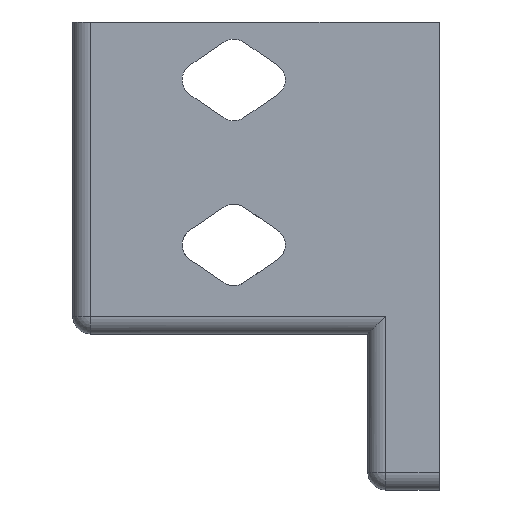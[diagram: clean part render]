
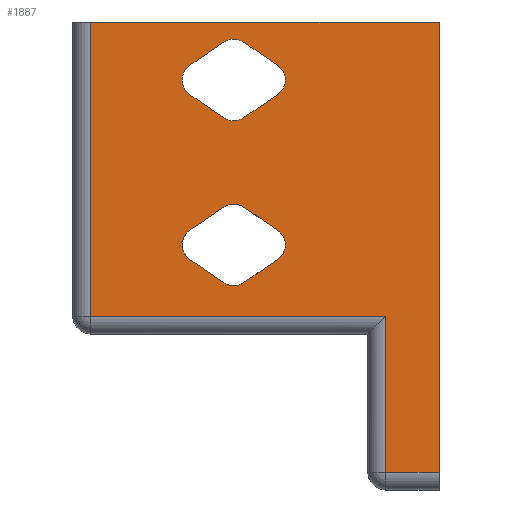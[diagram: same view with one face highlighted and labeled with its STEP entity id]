
A CAD part, front view. The second image highlights one B-rep face of the part: STEP entity #1887.
In plain terms, the highlighted planar face has unit normal (0, -1, 0).
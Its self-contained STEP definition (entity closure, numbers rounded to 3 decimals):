
#25=FACE_BOUND('',#632,.T.);
#26=FACE_BOUND('',#633,.T.);
#44=PLANE('',#2039);
#105=LINE('',#2813,#283);
#108=LINE('',#2820,#286);
#122=LINE('',#2862,#300);
#134=LINE('',#2927,#312);
#135=LINE('',#2929,#313);
#136=LINE('',#2930,#314);
#137=LINE('',#2933,#315);
#138=LINE('',#2937,#316);
#139=LINE('',#2941,#317);
#140=LINE('',#2945,#318);
#141=LINE('',#2949,#319);
#142=LINE('',#2953,#320);
#143=LINE('',#2957,#321);
#144=LINE('',#2961,#322);
#283=VECTOR('',#2219,10.);
#286=VECTOR('',#2226,10.);
#300=VECTOR('',#2266,10.);
#312=VECTOR('',#2322,10.);
#313=VECTOR('',#2323,10.);
#314=VECTOR('',#2324,10.);
#315=VECTOR('',#2325,10.);
#316=VECTOR('',#2328,10.);
#317=VECTOR('',#2331,10.);
#318=VECTOR('',#2334,10.);
#319=VECTOR('',#2337,10.);
#320=VECTOR('',#2340,10.);
#321=VECTOR('',#2343,10.);
#322=VECTOR('',#2346,10.);
#521=FACE_OUTER_BOUND('',#631,.T.);
#631=EDGE_LOOP('',(#1377,#1378,#1379,#1380,#1381,#1382));
#632=EDGE_LOOP('',(#1383,#1384,#1385,#1386,#1387,#1388,#1389,#1390));
#633=EDGE_LOOP('',(#1391,#1392,#1393,#1394,#1395,#1396,#1397,#1398));
#767=CIRCLE('',#2040,2.);
#768=CIRCLE('',#2041,2.);
#769=CIRCLE('',#2042,2.);
#770=CIRCLE('',#2043,2.);
#771=CIRCLE('',#2044,2.);
#772=CIRCLE('',#2045,2.);
#773=CIRCLE('',#2046,2.);
#774=CIRCLE('',#2047,2.);
#829=VERTEX_POINT('',#2806);
#831=VERTEX_POINT('',#2811);
#832=VERTEX_POINT('',#2816);
#848=VERTEX_POINT('',#2860);
#879=VERTEX_POINT('',#2926);
#880=VERTEX_POINT('',#2928);
#881=VERTEX_POINT('',#2931);
#882=VERTEX_POINT('',#2932);
#883=VERTEX_POINT('',#2934);
#884=VERTEX_POINT('',#2936);
#885=VERTEX_POINT('',#2938);
#886=VERTEX_POINT('',#2940);
#887=VERTEX_POINT('',#2942);
#888=VERTEX_POINT('',#2944);
#889=VERTEX_POINT('',#2947);
#890=VERTEX_POINT('',#2948);
#891=VERTEX_POINT('',#2950);
#892=VERTEX_POINT('',#2952);
#893=VERTEX_POINT('',#2954);
#894=VERTEX_POINT('',#2956);
#895=VERTEX_POINT('',#2958);
#896=VERTEX_POINT('',#2960);
#1019=EDGE_CURVE('',#831,#829,#105,.T.);
#1023=EDGE_CURVE('',#829,#832,#108,.T.);
#1044=EDGE_CURVE('',#848,#831,#122,.T.);
#1076=EDGE_CURVE('',#879,#848,#134,.T.);
#1077=EDGE_CURVE('',#880,#879,#135,.T.);
#1078=EDGE_CURVE('',#832,#880,#136,.T.);
#1079=EDGE_CURVE('',#881,#882,#137,.T.);
#1080=EDGE_CURVE('',#883,#882,#767,.T.);
#1081=EDGE_CURVE('',#883,#884,#138,.T.);
#1082=EDGE_CURVE('',#885,#884,#768,.T.);
#1083=EDGE_CURVE('',#885,#886,#139,.T.);
#1084=EDGE_CURVE('',#887,#886,#769,.T.);
#1085=EDGE_CURVE('',#887,#888,#140,.T.);
#1086=EDGE_CURVE('',#881,#888,#770,.T.);
#1087=EDGE_CURVE('',#889,#890,#141,.T.);
#1088=EDGE_CURVE('',#891,#890,#771,.T.);
#1089=EDGE_CURVE('',#891,#892,#142,.T.);
#1090=EDGE_CURVE('',#893,#892,#772,.T.);
#1091=EDGE_CURVE('',#893,#894,#143,.T.);
#1092=EDGE_CURVE('',#895,#894,#773,.T.);
#1093=EDGE_CURVE('',#895,#896,#144,.T.);
#1094=EDGE_CURVE('',#889,#896,#774,.T.);
#1377=ORIENTED_EDGE('',*,*,#1019,.F.);
#1378=ORIENTED_EDGE('',*,*,#1044,.F.);
#1379=ORIENTED_EDGE('',*,*,#1076,.F.);
#1380=ORIENTED_EDGE('',*,*,#1077,.F.);
#1381=ORIENTED_EDGE('',*,*,#1078,.F.);
#1382=ORIENTED_EDGE('',*,*,#1023,.F.);
#1383=ORIENTED_EDGE('',*,*,#1079,.T.);
#1384=ORIENTED_EDGE('',*,*,#1080,.F.);
#1385=ORIENTED_EDGE('',*,*,#1081,.T.);
#1386=ORIENTED_EDGE('',*,*,#1082,.F.);
#1387=ORIENTED_EDGE('',*,*,#1083,.T.);
#1388=ORIENTED_EDGE('',*,*,#1084,.F.);
#1389=ORIENTED_EDGE('',*,*,#1085,.T.);
#1390=ORIENTED_EDGE('',*,*,#1086,.F.);
#1391=ORIENTED_EDGE('',*,*,#1087,.T.);
#1392=ORIENTED_EDGE('',*,*,#1088,.F.);
#1393=ORIENTED_EDGE('',*,*,#1089,.T.);
#1394=ORIENTED_EDGE('',*,*,#1090,.F.);
#1395=ORIENTED_EDGE('',*,*,#1091,.T.);
#1396=ORIENTED_EDGE('',*,*,#1092,.F.);
#1397=ORIENTED_EDGE('',*,*,#1093,.T.);
#1398=ORIENTED_EDGE('',*,*,#1094,.F.);
#1887=ADVANCED_FACE('',(#521,#25,#26),#44,.T.);
#2039=AXIS2_PLACEMENT_3D('',#2925,#2320,#2321);
#2040=AXIS2_PLACEMENT_3D('',#2935,#2326,#2327);
#2041=AXIS2_PLACEMENT_3D('',#2939,#2329,#2330);
#2042=AXIS2_PLACEMENT_3D('',#2943,#2332,#2333);
#2043=AXIS2_PLACEMENT_3D('',#2946,#2335,#2336);
#2044=AXIS2_PLACEMENT_3D('',#2951,#2338,#2339);
#2045=AXIS2_PLACEMENT_3D('',#2955,#2341,#2342);
#2046=AXIS2_PLACEMENT_3D('',#2959,#2344,#2345);
#2047=AXIS2_PLACEMENT_3D('',#2962,#2347,#2348);
#2219=DIRECTION('',(-1.,0.,0.));
#2226=DIRECTION('',(0.,0.,1.));
#2266=DIRECTION('',(0.,0.,-1.));
#2320=DIRECTION('center_axis',(0.,-1.,0.));
#2321=DIRECTION('ref_axis',(0.,0.,-1.));
#2322=DIRECTION('',(1.,0.,0.));
#2323=DIRECTION('',(0.,0.,1.));
#2324=DIRECTION('',(-1.,0.,0.));
#2325=DIRECTION('',(0.827,0.,0.563));
#2326=DIRECTION('center_axis',(0.,-1.,0.));
#2327=DIRECTION('ref_axis',(0.,0.,1.));
#2328=DIRECTION('',(0.827,0.,-0.563));
#2329=DIRECTION('center_axis',(0.,-1.,0.));
#2330=DIRECTION('ref_axis',(1.,0.,0.));
#2331=DIRECTION('',(-0.827,0.,-0.563));
#2332=DIRECTION('center_axis',(0.,-1.,0.));
#2333=DIRECTION('ref_axis',(0.,0.,-1.));
#2334=DIRECTION('',(-0.827,0.,0.563));
#2335=DIRECTION('center_axis',(0.,-1.,0.));
#2336=DIRECTION('ref_axis',(-1.,0.,0.));
#2337=DIRECTION('',(0.827,0.,-0.563));
#2338=DIRECTION('center_axis',(0.,-1.,0.));
#2339=DIRECTION('ref_axis',(1.,0.,0.));
#2340=DIRECTION('',(-0.827,0.,-0.563));
#2341=DIRECTION('center_axis',(0.,-1.,0.));
#2342=DIRECTION('ref_axis',(0.,0.,-1.));
#2343=DIRECTION('',(-0.827,0.,0.563));
#2344=DIRECTION('center_axis',(0.,-1.,0.));
#2345=DIRECTION('ref_axis',(-1.,0.,0.));
#2346=DIRECTION('',(0.827,0.,0.563));
#2347=DIRECTION('center_axis',(0.,-1.,0.));
#2348=DIRECTION('ref_axis',(0.,0.,1.));
#2806=CARTESIAN_POINT('',(-8.9,-25.1,-20.5));
#2811=CARTESIAN_POINT('',(-2.9,-25.1,-20.5));
#2813=CARTESIAN_POINT('',(-23.45,-25.1,-20.5));
#2816=CARTESIAN_POINT('',(-8.9,-25.1,-3.));
#2820=CARTESIAN_POINT('',(-8.9,-25.1,7.5));
#2860=CARTESIAN_POINT('',(-2.9,-25.1,30.));
#2862=CARTESIAN_POINT('',(-2.9,-25.1,5.));
#2925=CARTESIAN_POINT('Origin',(-44.,-25.1,30.));
#2926=CARTESIAN_POINT('',(-42.,-25.1,30.));
#2927=CARTESIAN_POINT('',(-44.,-25.1,30.));
#2928=CARTESIAN_POINT('',(-42.,-25.1,-3.));
#2929=CARTESIAN_POINT('',(-42.,-25.1,15.));
#2930=CARTESIAN_POINT('',(-26.225,-25.1,-3.));
#2931=CARTESIAN_POINT('',(-30.865,-25.1,25.153));
#2932=CARTESIAN_POINT('',(-27.076,-25.1,27.733));
#2933=CARTESIAN_POINT('',(-31.767,-25.1,24.539));
#2934=CARTESIAN_POINT('',(-24.824,-25.1,27.733));
#2935=CARTESIAN_POINT('Origin',(-25.95,-25.1,26.08));
#2936=CARTESIAN_POINT('',(-21.035,-25.1,25.153));
#2937=CARTESIAN_POINT('',(-28.793,-25.1,30.436));
#2938=CARTESIAN_POINT('',(-21.035,-25.1,21.847));
#2939=CARTESIAN_POINT('Origin',(-22.161,-25.1,23.5));
#2940=CARTESIAN_POINT('',(-24.824,-25.1,19.267));
#2941=CARTESIAN_POINT('',(-29.441,-25.1,16.123));
#2942=CARTESIAN_POINT('',(-27.076,-25.1,19.267));
#2943=CARTESIAN_POINT('Origin',(-25.95,-25.1,20.92));
#2944=CARTESIAN_POINT('',(-30.865,-25.1,21.847));
#2945=CARTESIAN_POINT('',(-38.463,-25.1,27.02));
#2946=CARTESIAN_POINT('Origin',(-29.739,-25.1,23.5));
#2947=CARTESIAN_POINT('',(-24.824,-25.1,9.233));
#2948=CARTESIAN_POINT('',(-21.035,-25.1,6.653));
#2949=CARTESIAN_POINT('',(-33.097,-25.1,14.866));
#2950=CARTESIAN_POINT('',(-21.035,-25.1,3.347));
#2951=CARTESIAN_POINT('Origin',(-22.161,-25.1,5.));
#2952=CARTESIAN_POINT('',(-24.824,-25.1,0.767));
#2953=CARTESIAN_POINT('',(-25.138,-25.1,0.553));
#2954=CARTESIAN_POINT('',(-27.076,-25.1,0.767));
#2955=CARTESIAN_POINT('Origin',(-25.95,-25.1,2.42));
#2956=CARTESIAN_POINT('',(-30.865,-25.1,3.347));
#2957=CARTESIAN_POINT('',(-42.766,-25.1,11.45));
#2958=CARTESIAN_POINT('',(-30.865,-25.1,6.653));
#2959=CARTESIAN_POINT('Origin',(-29.739,-25.1,5.));
#2960=CARTESIAN_POINT('',(-27.076,-25.1,9.233));
#2961=CARTESIAN_POINT('',(-27.464,-25.1,8.969));
#2962=CARTESIAN_POINT('Origin',(-25.95,-25.1,7.58));
